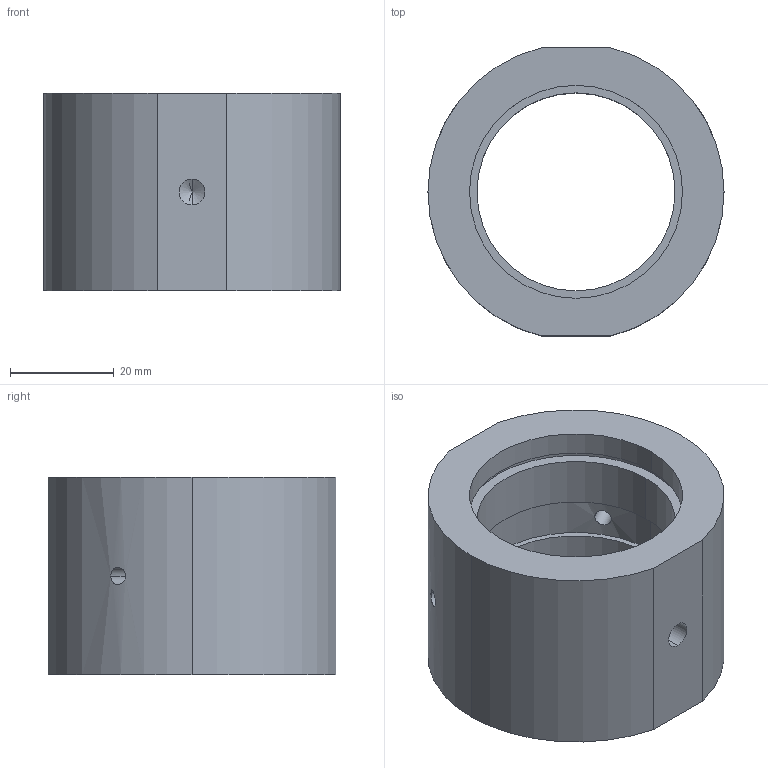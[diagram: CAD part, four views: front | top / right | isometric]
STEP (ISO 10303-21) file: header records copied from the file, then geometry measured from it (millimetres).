
FILE_DESCRIPTION (( 'STEP AP203' ), '1' );
FILE_NAME ('502001.STEP', '2019-09-03T01:52:09', ( '' ), ( '' ), 'SwSTEP 2.0', 'SolidWorks 2016', '' );
FILE_SCHEMA (( 'CONFIG_CONTROL_DESIGN' ));
Length unit declared in the file: millimetre
Products named in the file (2): 502001
Bounding box: 57 x 55.4 x 38 mm (x, y, z)
Volume: 49565.3 mm3; surface area: 15172.9 mm2
Topology: 1 solids, 1 shells, 39 faces, 89 edges, 56 vertices
Faces by surface type: cylinder 25, plane 10, cone 4
Entity records: 1448 total; most frequent: CARTESIAN_POINT 394, DIRECTION 201, ORIENTED_EDGE 170, EDGE_CURVE 85, AXIS2_PLACEMENT_3D 83, VERTEX_POINT 56, EDGE_LOOP 53, CIRCLE 42
